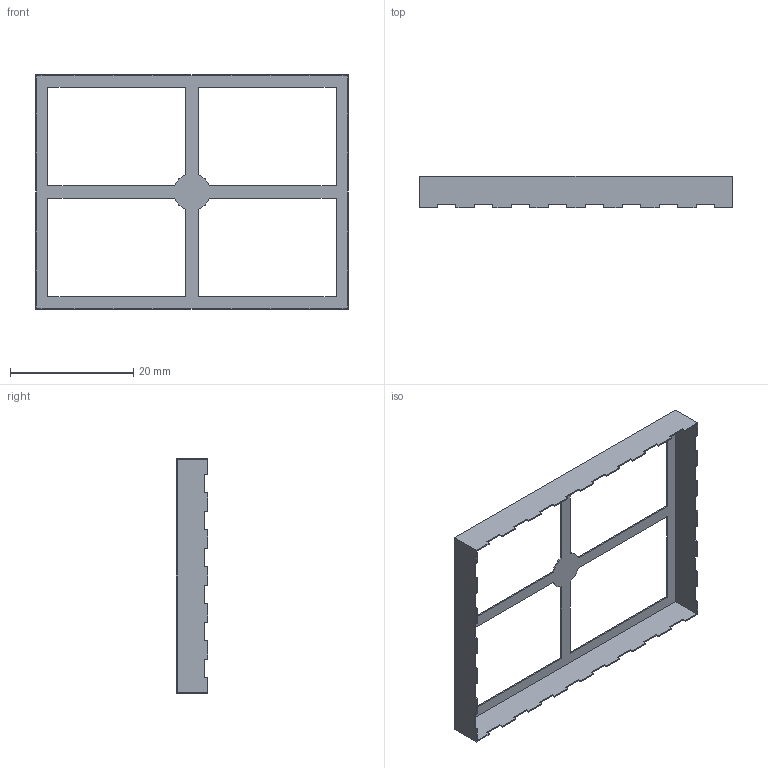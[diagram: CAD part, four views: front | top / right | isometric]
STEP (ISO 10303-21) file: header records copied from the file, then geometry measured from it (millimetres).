
FILE_DESCRIPTION(/* description */ (''),/* implementation_level */ '2;1');
FILE_NAME(/* name */ 'TE-BIG-SHIELD v6.step',/* time_stamp */ '2020-07-22T15:06:17+02:00',/* author */ (''),/* organization */ (''),/* preprocessor_version */ 'ST-DEVELOPER v18.1',/* originating_system */ 'Autodesk Translation Framework v9.3.0.1241',/* authorisation */ '');
FILE_SCHEMA (('AUTOMOTIVE_DESIGN { 1 0 10303 214 3 1 1 }'));
Length unit declared in the file: millimetre
Products named in the file (1): TE-BIG-SHIELD
Bounding box: 50.8 x 5.08 x 38.1 mm (x, y, z)
Volume: 265.6 mm3; surface area: 2757.7 mm2
Topology: 1 solids, 1 shells, 142 faces, 420 edges, 280 vertices
Faces by surface type: plane 138, cylinder 4
Entity records: 4701 total; most frequent: CARTESIAN_POINT 843, ORIENTED_EDGE 840, DIRECTION 714, EDGE_CURVE 420, LINE 412, VECTOR 412, VERTEX_POINT 280, AXIS2_PLACEMENT_3D 151
